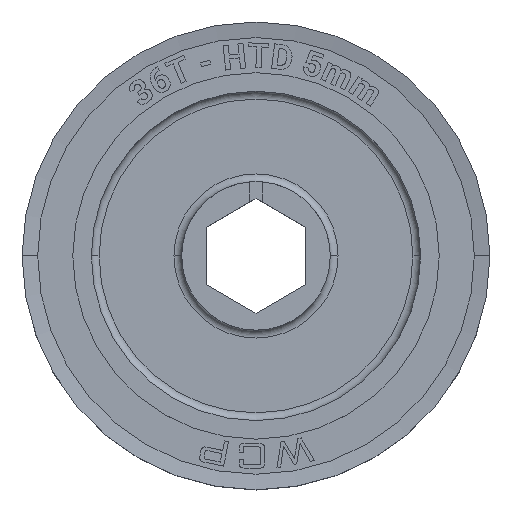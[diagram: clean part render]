
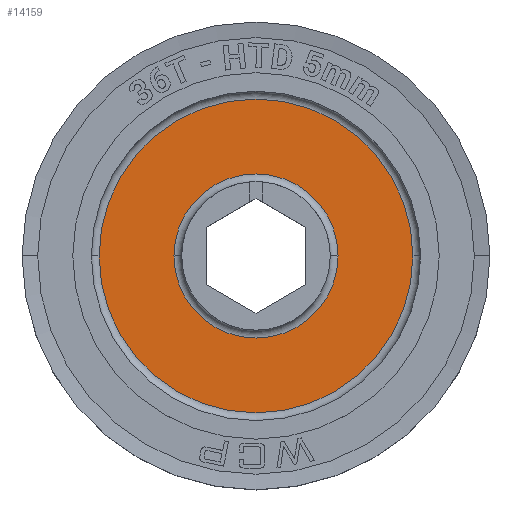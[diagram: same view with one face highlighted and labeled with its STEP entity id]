
A CAD part, top view. The second image highlights one B-rep face of the part: STEP entity #14159.
In plain terms, the highlighted planar face has unit normal (0, 0, 1).
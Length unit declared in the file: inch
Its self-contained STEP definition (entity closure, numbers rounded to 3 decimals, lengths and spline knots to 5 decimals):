
#1005 = DIRECTION ( 'NONE',  ( 0., 0., 1. ) ) ;
#2327 = CARTESIAN_POINT ( 'NONE',  ( 0., 0.375, 0.0625 ) ) ;
#3056 = CIRCLE ( 'NONE', #22683, 0.79208 ) ;
#3203 = AXIS2_PLACEMENT_3D ( 'NONE', #38559, #26196, #13667 ) ;
#3204 = AXIS2_PLACEMENT_3D ( 'NONE', #34955, #12758, #6828 ) ;
#4330 = EDGE_CURVE ( 'NONE', #31784, #8758, #8448, .T. ) ;
#6828 = DIRECTION ( 'NONE',  ( -1., 0., 0. ) ) ;
#7328 = VERTEX_POINT ( 'NONE', #33922 ) ;
#8448 = CIRCLE ( 'NONE', #3203, 0.41437 ) ;
#8758 = VERTEX_POINT ( 'NONE', #34245 ) ;
#8865 = CIRCLE ( 'NONE', #9546, 0.41437 ) ;
#9546 = AXIS2_PLACEMENT_3D ( 'NONE', #12251, #18426, #30937 ) ;
#10713 = AXIS2_PLACEMENT_3D ( 'NONE', #2327, #39921, #17707 ) ;
#11754 = FACE_BOUND ( 'NONE', #31544, .T. ) ;
#12251 = CARTESIAN_POINT ( 'NONE',  ( 0., 0., 0.0625 ) ) ;
#12758 = DIRECTION ( 'NONE',  ( 0., 0., 1. ) ) ;
#13667 = DIRECTION ( 'NONE',  ( -1., 0., 0. ) ) ;
#13913 = DIRECTION ( 'NONE',  ( -1., 0., 0. ) ) ;
#14159 = ADVANCED_FACE ( 'NONE', ( #11754, #30818 ), #20797, .F. ) ;
#15193 = EDGE_CURVE ( 'NONE', #8758, #31784, #8865, .T. ) ;
#16643 = CARTESIAN_POINT ( 'NONE',  ( -0.41437, 0., 0.0625 ) ) ;
#17707 = DIRECTION ( 'NONE',  ( -1., 0., 0. ) ) ;
#18426 = DIRECTION ( 'NONE',  ( 0., 0., -1. ) ) ;
#20797 = PLANE ( 'NONE',  #10713 ) ;
#22683 = AXIS2_PLACEMENT_3D ( 'NONE', #39202, #1005, #13913 ) ;
#25133 = ORIENTED_EDGE ( 'NONE', *, *, #15193, .T. ) ;
#26001 = VERTEX_POINT ( 'NONE', #32875 ) ;
#26196 = DIRECTION ( 'NONE',  ( 0., 0., -1. ) ) ;
#27631 = EDGE_CURVE ( 'NONE', #26001, #7328, #3056, .T. ) ;
#30818 = FACE_OUTER_BOUND ( 'NONE', #40354, .T. ) ;
#30937 = DIRECTION ( 'NONE',  ( -1., 0., 0. ) ) ;
#31544 = EDGE_LOOP ( 'NONE', ( #34948, #25133 ) ) ;
#31784 = VERTEX_POINT ( 'NONE', #16643 ) ;
#31883 = ORIENTED_EDGE ( 'NONE', *, *, #37757, .T. ) ;
#32875 = CARTESIAN_POINT ( 'NONE',  ( 0.79208, 0., 0.0625 ) ) ;
#33922 = CARTESIAN_POINT ( 'NONE',  ( -0.79208, 0., 0.0625 ) ) ;
#34245 = CARTESIAN_POINT ( 'NONE',  ( 0.41437, 0., 0.0625 ) ) ;
#34948 = ORIENTED_EDGE ( 'NONE', *, *, #4330, .T. ) ;
#34955 = CARTESIAN_POINT ( 'NONE',  ( 0., 0., 0.0625 ) ) ;
#37319 = CIRCLE ( 'NONE', #3204, 0.79208 ) ;
#37757 = EDGE_CURVE ( 'NONE', #7328, #26001, #37319, .T. ) ;
#38555 = ORIENTED_EDGE ( 'NONE', *, *, #27631, .T. ) ;
#38559 = CARTESIAN_POINT ( 'NONE',  ( 0., 0., 0.0625 ) ) ;
#39202 = CARTESIAN_POINT ( 'NONE',  ( 0., 0., 0.0625 ) ) ;
#39921 = DIRECTION ( 'NONE',  ( 0., 0., -1. ) ) ;
#40354 = EDGE_LOOP ( 'NONE', ( #31883, #38555 ) ) ;
